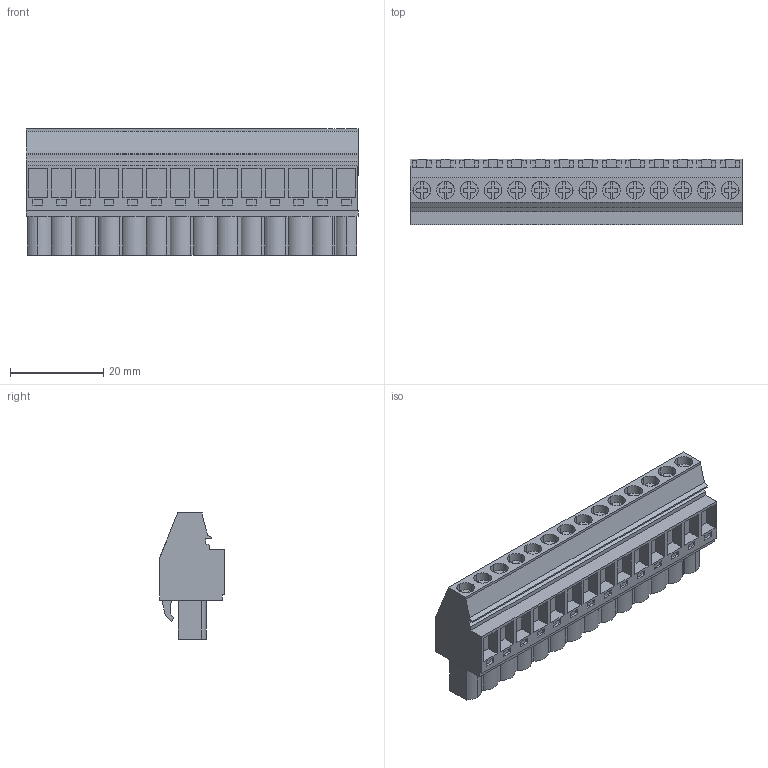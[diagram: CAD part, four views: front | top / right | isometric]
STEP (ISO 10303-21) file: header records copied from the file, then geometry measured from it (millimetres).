
FILE_DESCRIPTION(('CATIA V5 STEP','CAx-IF Rec.Pracs.--- Model Styling and Organization---1.2---2011-12-15'),'2;1');
FILE_NAME ('D1460132_0_1948910000_1948910000.stp','2017-09-09T07:55:46+00:00',('none'),('Weidmueller'),'CATIA Version 5-6 Release 2014','CATIA V5 STEP AP214','none');
FILE_SCHEMA(('AUTOMOTIVE_DESIGN { 1 0 10303 214 1 1 1 1 }'));
Length unit declared in the file: millimetre
Products named in the file (1): 1948910000
Bounding box: 71.12 x 14.1 x 27.1 mm (x, y, z)
Volume: 16129.1 mm3; surface area: 9482.2 mm2
Topology: 15 solids, 15 shells, 910 faces, 2552 edges, 1729 vertices
Faces by surface type: plane 782, cylinder 124, extrusion 4
Entity records: 27529 total; most frequent: CARTESIAN_POINT 5307, ORIENTED_EDGE 5104, DIRECTION 3678, EDGE_CURVE 2552, VECTOR 2244, LINE 2240, VERTEX_POINT 1729, EDGE_LOOP 969
